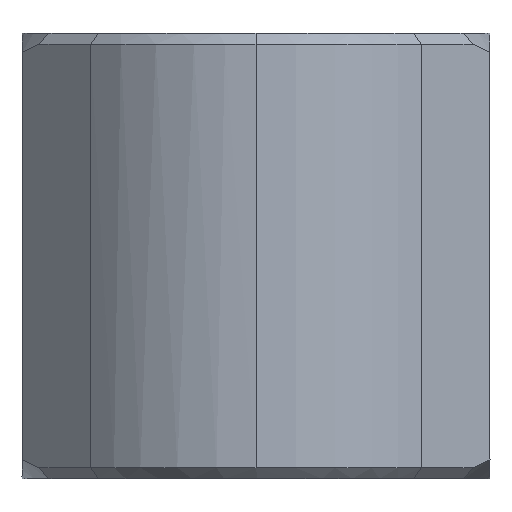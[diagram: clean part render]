
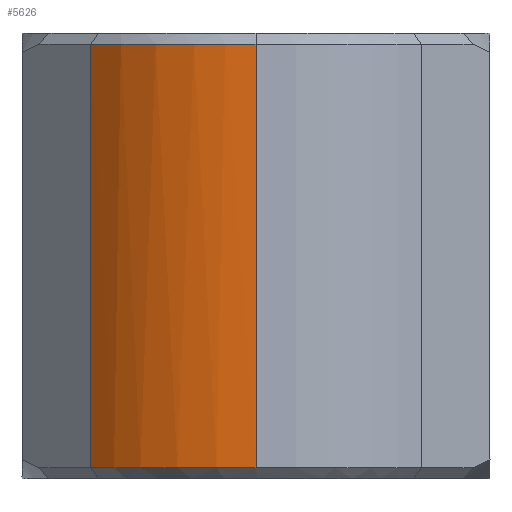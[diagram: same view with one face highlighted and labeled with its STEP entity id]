
A CAD part, left-side view. The second image highlights one B-rep face of the part: STEP entity #5626.
In plain terms, the highlighted free-form (B-spline) face has degree [1, 3] with [2, 4] control points.
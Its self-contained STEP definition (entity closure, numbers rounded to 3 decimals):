
#78 = VERTEX_POINT ( 'NONE', #130 ) ;
#130 = CARTESIAN_POINT ( 'NONE',  ( 116.137, 159.873, -13.411 ) ) ;
#164 = CARTESIAN_POINT ( 'NONE',  ( 113.061, 155.271, 5.589 ) ) ;
#458 = CARTESIAN_POINT ( 'NONE',  ( 113.061, 155.271, 5.589 ) ) ;
#548 = FACE_OUTER_BOUND ( 'NONE', #3776, .T. ) ;
#775 = CARTESIAN_POINT ( 'NONE',  ( 113.061, 152.449, -13.411 ) ) ;
#1112 = CARTESIAN_POINT ( 'NONE',  ( 114.141, 157.878, -13.411 ) ) ;
#1137 = EDGE_CURVE ( 'NONE', #1779, #2460, #1492, .T. ) ;
#1492 = B_SPLINE_CURVE_WITH_KNOTS ( 'NONE', 1,
 ( #5166, #3268 ),
 .UNSPECIFIED., .F., .F.,
 ( 2, 2 ),
 ( -1., 0. ),
 .UNSPECIFIED. ) ;
#1511 =( BOUNDED_SURFACE ( )  B_SPLINE_SURFACE ( 1, 3, ( 
 ( #4491, #164, #2086, #1615 ),
 ( #2587, #5920, #4572, #1657 ) ),
 .UNSPECIFIED., .F., .F., .F. ) 
 B_SPLINE_SURFACE_WITH_KNOTS ( ( 2, 2 ),
 ( 4, 4 ),
 ( 0., 1. ),
 ( 0., 1. ),
 .UNSPECIFIED. ) 
 GEOMETRIC_REPRESENTATION_ITEM ( )  RATIONAL_B_SPLINE_SURFACE ( (
 ( 1., 0.949, 0.949, 1.),
 ( 1., 0.949, 0.949, 1.) ) ) 
 REPRESENTATION_ITEM ( '' )  SURFACE ( )  );
#1615 = CARTESIAN_POINT ( 'NONE',  ( 116.137, 159.873, 5.589 ) ) ;
#1624 = ORIENTED_EDGE ( 'NONE', *, *, #4352, .T. ) ;
#1657 = CARTESIAN_POINT ( 'NONE',  ( 116.137, 159.873, -13.411 ) ) ;
#1779 = VERTEX_POINT ( 'NONE', #2010 ) ;
#2010 = CARTESIAN_POINT ( 'NONE',  ( 113.061, 152.449, 5.589 ) ) ;
#2086 = CARTESIAN_POINT ( 'NONE',  ( 114.141, 157.878, 5.589 ) ) ;
#2131 = CARTESIAN_POINT ( 'NONE',  ( 116.137, 159.873, 5.589 ) ) ;
#2340 = CARTESIAN_POINT ( 'NONE',  ( 114.141, 157.878, 5.589 ) ) ;
#2460 = VERTEX_POINT ( 'NONE', #3241 ) ;
#2587 = CARTESIAN_POINT ( 'NONE',  ( 113.061, 152.449, -13.411 ) ) ;
#2752 = CARTESIAN_POINT ( 'NONE',  ( 116.137, 159.873, 5.589 ) ) ;
#2833 = CARTESIAN_POINT ( 'NONE',  ( 116.137, 159.873, 5.589 ) ) ;
#3076 = CARTESIAN_POINT ( 'NONE',  ( 116.137, 159.873, -13.411 ) ) ;
#3241 = CARTESIAN_POINT ( 'NONE',  ( 113.061, 152.449, -13.411 ) ) ;
#3268 = CARTESIAN_POINT ( 'NONE',  ( 113.061, 152.449, -13.411 ) ) ;
#3572 = ORIENTED_EDGE ( 'NONE', *, *, #6171, .F. ) ;
#3776 = EDGE_LOOP ( 'NONE', ( #3572, #1624, #4398, #5730 ) ) ;
#4100 = EDGE_CURVE ( 'NONE', #2460, #78, #4360, .T. ) ;
#4227 = CARTESIAN_POINT ( 'NONE',  ( 116.137, 159.873, -13.411 ) ) ;
#4263 = CARTESIAN_POINT ( 'NONE',  ( 113.061, 152.449, 5.589 ) ) ;
#4352 = EDGE_CURVE ( 'NONE', #6079, #78, #5867, .T. ) ;
#4360 =( BOUNDED_CURVE ( )  B_SPLINE_CURVE ( 3, ( #775, #5535, #1112, #3076 ),
 .UNSPECIFIED., .F., .F. ) 
 B_SPLINE_CURVE_WITH_KNOTS ( ( 4, 4 ),
 ( -0.785, 0. ),
 .UNSPECIFIED. ) 
 CURVE ( )  GEOMETRIC_REPRESENTATION_ITEM ( )  RATIONAL_B_SPLINE_CURVE ( ( 1., 0.949, 0.949, 1. ) ) 
 REPRESENTATION_ITEM ( '' )  );
#4398 = ORIENTED_EDGE ( 'NONE', *, *, #4100, .F. ) ;
#4491 = CARTESIAN_POINT ( 'NONE',  ( 113.061, 152.449, 5.589 ) ) ;
#4572 = CARTESIAN_POINT ( 'NONE',  ( 114.141, 157.878, -13.411 ) ) ;
#5166 = CARTESIAN_POINT ( 'NONE',  ( 113.061, 152.449, 5.589 ) ) ;
#5310 =( BOUNDED_CURVE ( )  B_SPLINE_CURVE ( 3, ( #2752, #2340, #458, #4263 ),
 .UNSPECIFIED., .F., .F. ) 
 B_SPLINE_CURVE_WITH_KNOTS ( ( 4, 4 ),
 ( -3.142, -2.356 ),
 .UNSPECIFIED. ) 
 CURVE ( )  GEOMETRIC_REPRESENTATION_ITEM ( )  RATIONAL_B_SPLINE_CURVE ( ( 1., 0.949, 0.949, 1. ) ) 
 REPRESENTATION_ITEM ( '' )  );
#5535 = CARTESIAN_POINT ( 'NONE',  ( 113.061, 155.271, -13.411 ) ) ;
#5626 = ADVANCED_FACE ( 'NONE', ( #548 ), #1511, .F. ) ;
#5730 = ORIENTED_EDGE ( 'NONE', *, *, #1137, .F. ) ;
#5867 = B_SPLINE_CURVE_WITH_KNOTS ( 'NONE', 1,
 ( #2833, #4227 ),
 .UNSPECIFIED., .F., .F.,
 ( 2, 2 ),
 ( -1., 0. ),
 .UNSPECIFIED. ) ;
#5920 = CARTESIAN_POINT ( 'NONE',  ( 113.061, 155.271, -13.411 ) ) ;
#6079 = VERTEX_POINT ( 'NONE', #2131 ) ;
#6171 = EDGE_CURVE ( 'NONE', #6079, #1779, #5310, .T. ) ;
